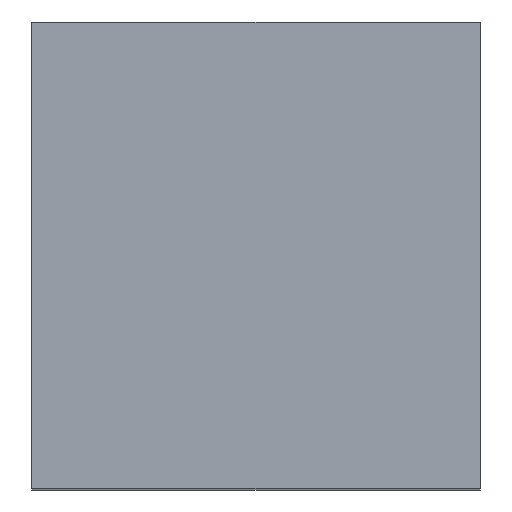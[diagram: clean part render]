
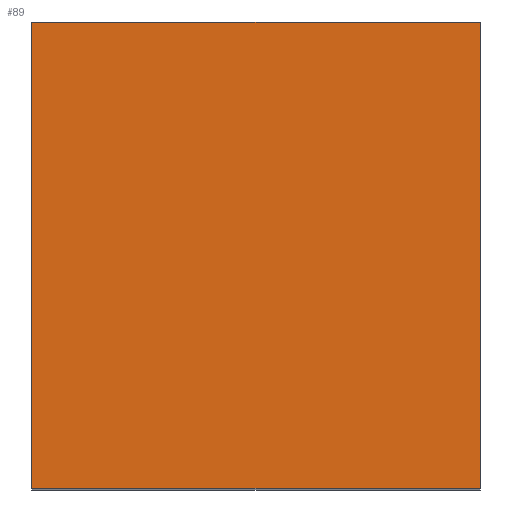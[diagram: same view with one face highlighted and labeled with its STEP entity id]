
A CAD part, top view. The second image highlights one B-rep face of the part: STEP entity #89.
In plain terms, the highlighted planar face has unit normal (0, 0, 1).
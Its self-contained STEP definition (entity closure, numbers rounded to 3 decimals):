
#89=ADVANCED_FACE('',(#195),#197,.T.);
#195=FACE_BOUND('',#196,.T.);
#196=EDGE_LOOP('',(#269,#270,#271,#272));
#197=PLANE('',#198);
#198=AXIS2_PLACEMENT_3D('',#199,#200,#201);
#199=CARTESIAN_POINT('',(0.,-33.802,62.5));
#200=DIRECTION('',(0.,-0.,1.));
#201=DIRECTION('',(0.,1.,0.));
#269=ORIENTED_EDGE('',*,*,#306,.F.);
#270=ORIENTED_EDGE('',*,*,#317,.T.);
#271=ORIENTED_EDGE('',*,*,#318,.F.);
#272=ORIENTED_EDGE('',*,*,#319,.F.);
#306=EDGE_CURVE('',#332,#334,#335,.T.);
#317=EDGE_CURVE('',#332,#353,#355,.T.);
#318=EDGE_CURVE('',#356,#353,#357,.T.);
#319=EDGE_CURVE('',#334,#356,#358,.T.);
#332=VERTEX_POINT('',#376);
#334=VERTEX_POINT('',#380);
#335=LINE('',#381,#382);
#353=VERTEX_POINT('',#421);
#355=LINE('',#425,#426);
#356=VERTEX_POINT('',#428);
#357=LINE('',#429,#430);
#358=LINE('',#432,#433);
#376=CARTESIAN_POINT('',(-2.,-33.802,62.5));
#380=CARTESIAN_POINT('',(-2.,30.698,62.5));
#381=CARTESIAN_POINT('',(-2.,-33.802,62.5));
#382=VECTOR('',#383,1.);
#383=DIRECTION('',(0.,1.,0.));
#421=CARTESIAN_POINT('',(60.,-33.802,62.5));
#425=CARTESIAN_POINT('',(-2.,-33.802,62.5));
#426=VECTOR('',#427,1.);
#427=DIRECTION('',(1.,0.,0.));
#428=CARTESIAN_POINT('',(60.,30.698,62.5));
#429=CARTESIAN_POINT('',(60.,30.698,62.5));
#430=VECTOR('',#431,1.);
#431=DIRECTION('',(0.,-1.,0.));
#432=CARTESIAN_POINT('',(-2.,30.698,62.5));
#433=VECTOR('',#434,1.);
#434=DIRECTION('',(1.,0.,0.));
